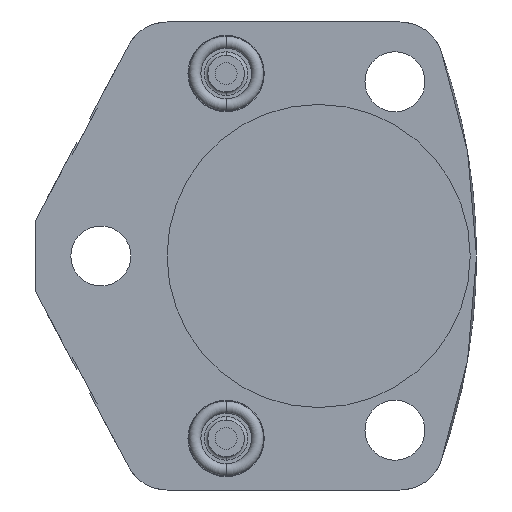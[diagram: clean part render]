
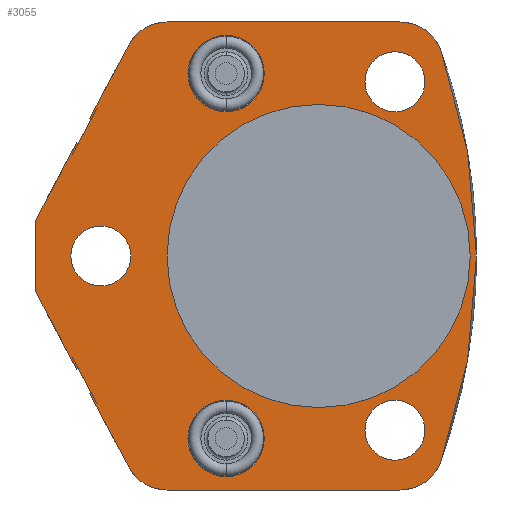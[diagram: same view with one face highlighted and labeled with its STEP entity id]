
A CAD part, front view. The second image highlights one B-rep face of the part: STEP entity #3055.
In plain terms, the highlighted planar face has unit normal (0, -1, 0).
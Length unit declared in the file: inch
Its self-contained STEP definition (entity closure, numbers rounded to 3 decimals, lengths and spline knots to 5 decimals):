
#326=CARTESIAN_POINT('',(0.,0.,0.));
#327=DIRECTION('',(0.,-1.,0.));
#328=DIRECTION('',(1.,0.,0.));
#329=AXIS2_PLACEMENT_3D('',#326,#327,#328);
#334=CARTESIAN_POINT('',(0.,0.,0.));
#335=DIRECTION('',(0.,1.,0.));
#336=DIRECTION('',(1.,0.,0.));
#337=AXIS2_PLACEMENT_3D('',#334,#335,#336);
#342=CARTESIAN_POINT('',(0.438,0.,1.));
#343=DIRECTION('',(0.,-1.,0.));
#344=DIRECTION('',(1.,0.,0.));
#345=AXIS2_PLACEMENT_3D('',#342,#343,#344);
#350=CARTESIAN_POINT('',(0.438,0.,1.));
#351=DIRECTION('',(0.,-1.,0.));
#352=DIRECTION('',(-1.,0.,0.));
#353=AXIS2_PLACEMENT_3D('',#350,#351,#352);
#358=CARTESIAN_POINT('',(0.438,0.,-1.));
#359=DIRECTION('',(0.,-1.,0.));
#360=DIRECTION('',(1.,0.,0.));
#361=AXIS2_PLACEMENT_3D('',#358,#359,#360);
#366=CARTESIAN_POINT('',(0.438,0.,-1.));
#367=DIRECTION('',(0.,-1.,0.));
#368=DIRECTION('',(-1.,0.,0.));
#369=AXIS2_PLACEMENT_3D('',#366,#367,#368);
#374=CARTESIAN_POINT('',(-1.25,0.,0.));
#375=DIRECTION('',(0.,-1.,0.));
#376=DIRECTION('',(1.,0.,0.));
#377=AXIS2_PLACEMENT_3D('',#374,#375,#376);
#382=CARTESIAN_POINT('',(-1.25,0.,0.));
#383=DIRECTION('',(0.,-1.,0.));
#384=DIRECTION('',(-1.,0.,0.));
#385=AXIS2_PLACEMENT_3D('',#382,#383,#384);
#390=DIRECTION('',(-0.469,0.,-0.883));
#391=VECTOR('',#390,0.1566);
#392=CARTESIAN_POINT('',(-1.3062,0.,0.7832));
#393=LINE('',#392,#391);
#397=DIRECTION('',(0.883,0.,-0.469));
#398=VECTOR('',#397,0.01);
#399=CARTESIAN_POINT('',(-1.31503,0.,0.7879));
#400=LINE('',#399,#398);
#404=DIRECTION('',(0.469,0.,0.883));
#405=VECTOR('',#404,0.47848);
#406=CARTESIAN_POINT('',(-1.31503,0.,0.7879));
#407=LINE('',#406,#405);
#411=DIRECTION('',(1.,0.,0.));
#412=VECTOR('',#411,1.33636);
#413=CARTESIAN_POINT('',(-0.86966,0.,1.343));
#414=LINE('',#413,#412);
#418=CARTESIAN_POINT('',(-2.594,0.,0.));
#419=DIRECTION('',(0.,-1.,0.));
#420=DIRECTION('',(0.942,0.,-0.336));
#421=AXIS2_PLACEMENT_3D('',#418,#419,#420);
#426=DIRECTION('',(-1.,0.,0.));
#427=VECTOR('',#426,1.33636);
#428=CARTESIAN_POINT('',(0.46669,0.,-1.343));
#429=LINE('',#428,#427);
#433=DIRECTION('',(0.469,0.,-0.883));
#434=VECTOR('',#433,0.47848);
#435=CARTESIAN_POINT('',(-1.31503,0.,-0.7879));
#436=LINE('',#435,#434);
#440=DIRECTION('',(0.883,0.,0.469));
#441=VECTOR('',#440,0.01);
#442=CARTESIAN_POINT('',(-1.31503,0.,-0.7879));
#443=LINE('',#442,#441);
#447=DIRECTION('',(0.469,0.,-0.883));
#448=VECTOR('',#447,0.1566);
#449=CARTESIAN_POINT('',(-1.37972,0.,-0.64493));
#450=LINE('',#449,#448);
#454=DIRECTION('',(0.883,0.,0.469));
#455=VECTOR('',#454,0.01);
#456=CARTESIAN_POINT('',(-1.38855,0.,-0.64962));
#457=LINE('',#456,#455);
#461=DIRECTION('',(0.469,0.,-0.883));
#462=VECTOR('',#461,0.50364);
#463=CARTESIAN_POINT('',(-1.625,0.,-0.20493));
#464=LINE('',#463,#462);
#468=DIRECTION('',(0.,0.,-1.));
#469=VECTOR('',#468,0.40987);
#470=CARTESIAN_POINT('',(-1.625,0.,0.20493));
#471=LINE('',#470,#469);
#475=DIRECTION('',(0.469,0.,0.883));
#476=VECTOR('',#475,0.50364);
#477=CARTESIAN_POINT('',(-1.625,0.,0.20493));
#478=LINE('',#477,#476);
#482=DIRECTION('',(0.883,0.,-0.469));
#483=VECTOR('',#482,0.01);
#484=CARTESIAN_POINT('',(-1.38855,0.,0.64962));
#485=LINE('',#484,#483);
#489=CARTESIAN_POINT('',(-0.531,0.,-1.047));
#490=DIRECTION('',(0.,1.,0.));
#491=DIRECTION('',(-1.,0.,0.));
#492=AXIS2_PLACEMENT_3D('',#489,#490,#491);
#497=CARTESIAN_POINT('',(-0.531,0.,-1.047));
#498=DIRECTION('',(0.,1.,0.));
#499=DIRECTION('',(1.,0.,0.));
#500=AXIS2_PLACEMENT_3D('',#497,#498,#499);
#505=CARTESIAN_POINT('',(-0.531,0.,1.047));
#506=DIRECTION('',(0.,1.,0.));
#507=DIRECTION('',(-1.,0.,0.));
#508=AXIS2_PLACEMENT_3D('',#505,#506,#507);
#513=CARTESIAN_POINT('',(-0.531,0.,1.047));
#514=DIRECTION('',(0.,1.,0.));
#515=DIRECTION('',(1.,0.,0.));
#516=AXIS2_PLACEMENT_3D('',#513,#514,#515);
#1027=CARTESIAN_POINT('',(-0.86966,0.,-1.093));
#1028=DIRECTION('',(0.,-1.,0.));
#1029=DIRECTION('',(-0.883,0.,-0.469));
#1030=AXIS2_PLACEMENT_3D('',#1027,#1028,#1029);
#1064=CARTESIAN_POINT('',(0.46669,0.,-1.093));
#1065=DIRECTION('',(0.,-1.,0.));
#1066=DIRECTION('',(0.,0.,-1.));
#1067=AXIS2_PLACEMENT_3D('',#1064,#1065,#1066);
#1086=CARTESIAN_POINT('',(0.46669,0.,1.093));
#1087=DIRECTION('',(0.,-1.,0.));
#1088=DIRECTION('',(0.942,0.,0.336));
#1089=AXIS2_PLACEMENT_3D('',#1086,#1087,#1088);
#1123=CARTESIAN_POINT('',(-0.86966,0.,1.093));
#1124=DIRECTION('',(0.,-1.,0.));
#1125=DIRECTION('',(0.,0.,1.));
#1126=AXIS2_PLACEMENT_3D('',#1123,#1124,#1125);
#2514=CARTESIAN_POINT('',(0.87,0.,0.));
#2516=VERTEX_POINT('',#2514);
#2518=CARTESIAN_POINT('',(-0.87,0.,0.));
#2520=VERTEX_POINT('',#2518);
#2521=CARTESIAN_POINT('',(-1.625,0.,0.20493));
#2522=CARTESIAN_POINT('',(-1.625,0.,-0.20493));
#2523=VERTEX_POINT('',#2521);
#2524=VERTEX_POINT('',#2522);
#2525=CARTESIAN_POINT('',(0.61,0.,1.));
#2526=CARTESIAN_POINT('',(0.266,0.,1.));
#2527=VERTEX_POINT('',#2525);
#2528=VERTEX_POINT('',#2526);
#2559=CARTESIAN_POINT('',(-1.37972,0.,-0.64493));
#2560=CARTESIAN_POINT('',(-1.3062,0.,-0.7832));
#2561=VERTEX_POINT('',#2559);
#2562=VERTEX_POINT('',#2560);
#2563=CARTESIAN_POINT('',(-1.38855,0.,-0.64962));
#2564=VERTEX_POINT('',#2563);
#2565=CARTESIAN_POINT('',(-1.31503,0.,-0.7879));
#2566=VERTEX_POINT('',#2565);
#2588=CARTESIAN_POINT('',(-1.3062,0.,0.7832));
#2589=CARTESIAN_POINT('',(-1.37972,0.,0.64493));
#2590=VERTEX_POINT('',#2588);
#2591=VERTEX_POINT('',#2589);
#2592=CARTESIAN_POINT('',(-1.31503,0.,0.7879));
#2593=VERTEX_POINT('',#2592);
#2594=CARTESIAN_POINT('',(-1.38855,0.,0.64962));
#2595=VERTEX_POINT('',#2594);
#2621=CARTESIAN_POINT('',(-0.75,0.,-1.047));
#2622=CARTESIAN_POINT('',(-0.312,0.,-1.047));
#2623=VERTEX_POINT('',#2621);
#2624=VERTEX_POINT('',#2622);
#2641=CARTESIAN_POINT('',(-0.75,0.,1.047));
#2642=CARTESIAN_POINT('',(-0.312,0.,1.047));
#2643=VERTEX_POINT('',#2641);
#2644=VERTEX_POINT('',#2642);
#2675=CARTESIAN_POINT('',(0.46669,0.,-1.343));
#2676=CARTESIAN_POINT('',(0.70213,0.,-1.17708));
#2677=VERTEX_POINT('',#2675);
#2678=VERTEX_POINT('',#2676);
#2679=CARTESIAN_POINT('',(0.70213,0.,1.17708));
#2680=CARTESIAN_POINT('',(0.46669,0.,1.343));
#2681=VERTEX_POINT('',#2679);
#2682=VERTEX_POINT('',#2680);
#2683=CARTESIAN_POINT('',(-0.86966,0.,1.343));
#2684=CARTESIAN_POINT('',(-1.0904,0.,1.21037));
#2685=VERTEX_POINT('',#2683);
#2686=VERTEX_POINT('',#2684);
#2687=CARTESIAN_POINT('',(-1.0904,0.,-1.21037));
#2688=CARTESIAN_POINT('',(-0.86966,0.,-1.343));
#2689=VERTEX_POINT('',#2687);
#2690=VERTEX_POINT('',#2688);
#2691=CARTESIAN_POINT('',(0.61,0.,-1.));
#2692=CARTESIAN_POINT('',(0.266,0.,-1.));
#2693=VERTEX_POINT('',#2691);
#2694=VERTEX_POINT('',#2692);
#2695=CARTESIAN_POINT('',(-1.078,0.,0.));
#2696=CARTESIAN_POINT('',(-1.422,0.,0.));
#2697=VERTEX_POINT('',#2695);
#2698=VERTEX_POINT('',#2696);
#2978=CARTESIAN_POINT('',(0.,0.,0.));
#2979=DIRECTION('',(0.,-1.,0.));
#2980=DIRECTION('',(-1.,0.,0.));
#2981=AXIS2_PLACEMENT_3D('',#2978,#2979,#2980);
#2982=PLANE('',#2981);
#2984=ORIENTED_EDGE('',*,*,#2983,.F.);
#2986=ORIENTED_EDGE('',*,*,#2985,.F.);
#2988=ORIENTED_EDGE('',*,*,#2987,.T.);
#2990=ORIENTED_EDGE('',*,*,#2989,.F.);
#2992=ORIENTED_EDGE('',*,*,#2991,.T.);
#2994=ORIENTED_EDGE('',*,*,#2993,.F.);
#2996=ORIENTED_EDGE('',*,*,#2995,.F.);
#2998=ORIENTED_EDGE('',*,*,#2997,.F.);
#3000=ORIENTED_EDGE('',*,*,#2999,.T.);
#3002=ORIENTED_EDGE('',*,*,#3001,.F.);
#3004=ORIENTED_EDGE('',*,*,#3003,.F.);
#3006=ORIENTED_EDGE('',*,*,#3005,.T.);
#3008=ORIENTED_EDGE('',*,*,#3007,.F.);
#3010=ORIENTED_EDGE('',*,*,#3009,.F.);
#3012=ORIENTED_EDGE('',*,*,#3011,.F.);
#3014=ORIENTED_EDGE('',*,*,#3013,.F.);
#3016=ORIENTED_EDGE('',*,*,#3015,.T.);
#3018=ORIENTED_EDGE('',*,*,#3017,.T.);
#3019=EDGE_LOOP('',(#2984,#2986,#2988,#2990,#2992,#2994,#2996,#2998,#3000,#3002,
#3004,#3006,#3008,#3010,#3012,#3014,#3016,#3018));
#3020=FACE_OUTER_BOUND('',#3019,.F.);
#3022=ORIENTED_EDGE('',*,*,#3021,.T.);
#3024=ORIENTED_EDGE('',*,*,#3023,.T.);
#3025=EDGE_LOOP('',(#3022,#3024));
#3026=FACE_BOUND('',#3025,.F.);
#3027=ORIENTED_EDGE('',*,*,#2958,.T.);
#3028=ORIENTED_EDGE('',*,*,#2972,.T.);
#3029=EDGE_LOOP('',(#3027,#3028));
#3030=FACE_BOUND('',#3029,.F.);
#3032=ORIENTED_EDGE('',*,*,#3031,.T.);
#3034=ORIENTED_EDGE('',*,*,#3033,.T.);
#3035=EDGE_LOOP('',(#3032,#3034));
#3036=FACE_BOUND('',#3035,.F.);
#3038=ORIENTED_EDGE('',*,*,#3037,.T.);
#3040=ORIENTED_EDGE('',*,*,#3039,.F.);
#3041=EDGE_LOOP('',(#3038,#3040));
#3042=FACE_BOUND('',#3041,.F.);
#3044=ORIENTED_EDGE('',*,*,#3043,.F.);
#3046=ORIENTED_EDGE('',*,*,#3045,.F.);
#3047=EDGE_LOOP('',(#3044,#3046));
#3048=FACE_BOUND('',#3047,.F.);
#3050=ORIENTED_EDGE('',*,*,#3049,.F.);
#3052=ORIENTED_EDGE('',*,*,#3051,.F.);
#3053=EDGE_LOOP('',(#3050,#3052));
#3054=FACE_BOUND('',#3053,.F.);
#330=CIRCLE('',#329,0.87);
#338=CIRCLE('',#337,0.87);
#346=CIRCLE('',#345,0.172);
#354=CIRCLE('',#353,0.172);
#362=CIRCLE('',#361,0.172);
#370=CIRCLE('',#369,0.172);
#378=CIRCLE('',#377,0.172);
#386=CIRCLE('',#385,0.172);
#422=CIRCLE('',#421,3.5);
#493=CIRCLE('',#492,0.219);
#501=CIRCLE('',#500,0.219);
#509=CIRCLE('',#508,0.219);
#517=CIRCLE('',#516,0.219);
#1031=CIRCLE('',#1030,0.25);
#1068=CIRCLE('',#1067,0.25);
#1090=CIRCLE('',#1089,0.25);
#1127=CIRCLE('',#1126,0.25);
#2958=EDGE_CURVE('',#2693,#2694,#362,.T.);
#2972=EDGE_CURVE('',#2694,#2693,#370,.T.);
#2983=EDGE_CURVE('',#2590,#2591,#393,.T.);
#2985=EDGE_CURVE('',#2593,#2590,#400,.T.);
#2987=EDGE_CURVE('',#2593,#2686,#407,.T.);
#2989=EDGE_CURVE('',#2685,#2686,#1127,.T.);
#2991=EDGE_CURVE('',#2685,#2682,#414,.T.);
#2993=EDGE_CURVE('',#2681,#2682,#1090,.T.);
#2995=EDGE_CURVE('',#2678,#2681,#422,.T.);
#2997=EDGE_CURVE('',#2677,#2678,#1068,.T.);
#2999=EDGE_CURVE('',#2677,#2690,#429,.T.);
#3001=EDGE_CURVE('',#2689,#2690,#1031,.T.);
#3003=EDGE_CURVE('',#2566,#2689,#436,.T.);
#3005=EDGE_CURVE('',#2566,#2562,#443,.T.);
#3007=EDGE_CURVE('',#2561,#2562,#450,.T.);
#3009=EDGE_CURVE('',#2564,#2561,#457,.T.);
#3011=EDGE_CURVE('',#2524,#2564,#464,.T.);
#3013=EDGE_CURVE('',#2523,#2524,#471,.T.);
#3015=EDGE_CURVE('',#2523,#2595,#478,.T.);
#3017=EDGE_CURVE('',#2595,#2591,#485,.T.);
#3021=EDGE_CURVE('',#2527,#2528,#346,.T.);
#3023=EDGE_CURVE('',#2528,#2527,#354,.T.);
#3031=EDGE_CURVE('',#2697,#2698,#378,.T.);
#3033=EDGE_CURVE('',#2698,#2697,#386,.T.);
#3037=EDGE_CURVE('',#2516,#2520,#330,.T.);
#3039=EDGE_CURVE('',#2516,#2520,#338,.T.);
#3043=EDGE_CURVE('',#2623,#2624,#493,.T.);
#3045=EDGE_CURVE('',#2624,#2623,#501,.T.);
#3049=EDGE_CURVE('',#2643,#2644,#509,.T.);
#3051=EDGE_CURVE('',#2644,#2643,#517,.T.);
#3055=ADVANCED_FACE('',(#3020,#3026,#3030,#3036,#3042,#3048,#3054),#2982,.T.);
